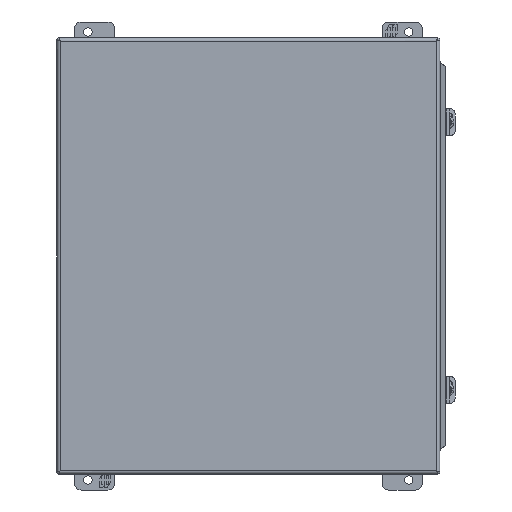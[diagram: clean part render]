
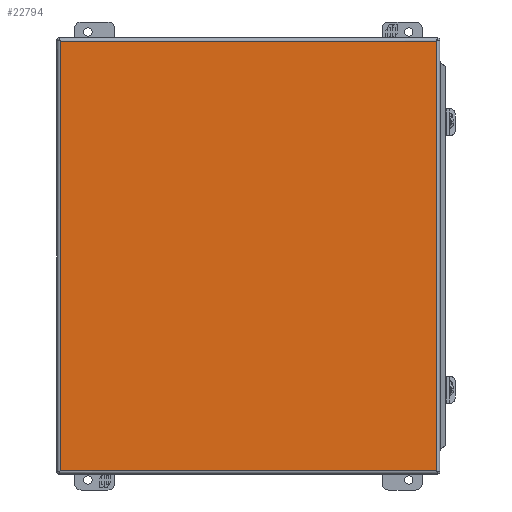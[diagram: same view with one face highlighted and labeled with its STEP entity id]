
A CAD part, front view. The second image highlights one B-rep face of the part: STEP entity #22794.
In plain terms, the highlighted planar face has unit normal (0, -1, 0).
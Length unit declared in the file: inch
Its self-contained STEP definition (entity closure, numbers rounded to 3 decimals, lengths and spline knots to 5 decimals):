
#2039 = EDGE_CURVE ( 'NONE', #9103, #11145, #5026, .T. ) ;
#3108 = LINE ( 'NONE', #20623, #13553 ) ;
#4547 = ORIENTED_EDGE ( 'NONE', *, *, #26063, .T. ) ;
#4575 = VERTEX_POINT ( 'NONE', #9692 ) ;
#4740 = VECTOR ( 'NONE', #18016, 39.37008 ) ;
#5026 = LINE ( 'NONE', #13577, #37155 ) ;
#5253 = ORIENTED_EDGE ( 'NONE', *, *, #13209, .T. ) ;
#5290 = DIRECTION ( 'NONE',  ( 0., -1., 0. ) ) ;
#6284 = DIRECTION ( 'NONE',  ( 0., 0., -1. ) ) ;
#6559 = ORIENTED_EDGE ( 'NONE', *, *, #14135, .T. ) ;
#9103 = VERTEX_POINT ( 'NONE', #14105 ) ;
#9692 = CARTESIAN_POINT ( 'NONE',  ( -7.0378, -6.19685, 8.0378 ) ) ;
#11145 = VERTEX_POINT ( 'NONE', #22803 ) ;
#12785 = AXIS2_PLACEMENT_3D ( 'NONE', #23301, #5290, #6284 ) ;
#13209 = EDGE_CURVE ( 'NONE', #25381, #9103, #25483, .T. ) ;
#13553 = VECTOR ( 'NONE', #23510, 39.37008 ) ;
#13577 = CARTESIAN_POINT ( 'NONE',  ( 7.0378, -6.19685, 8.15591 ) ) ;
#14105 = CARTESIAN_POINT ( 'NONE',  ( 7.0378, -6.19685, -8.0378 ) ) ;
#14135 = EDGE_CURVE ( 'NONE', #4575, #25381, #38072, .T. ) ;
#14858 = CARTESIAN_POINT ( 'NONE',  ( -7.0378, -6.19685, -8.0378 ) ) ;
#18016 = DIRECTION ( 'NONE',  ( 1., 0., 0. ) ) ;
#18836 = DIRECTION ( 'NONE',  ( 0., 0., -1. ) ) ;
#19642 = VECTOR ( 'NONE', #18836, 39.37008 ) ;
#20623 = CARTESIAN_POINT ( 'NONE',  ( -7.15591, -6.19685, 8.0378 ) ) ;
#21476 = FACE_OUTER_BOUND ( 'NONE', #34032, .T. ) ;
#22794 = ADVANCED_FACE ( 'NONE', ( #21476 ), #23158, .T. ) ;
#22803 = CARTESIAN_POINT ( 'NONE',  ( 7.0378, -6.19685, 8.0378 ) ) ;
#23158 = PLANE ( 'NONE',  #12785 ) ;
#23301 = CARTESIAN_POINT ( 'NONE',  ( 0., -6.19685, 0. ) ) ;
#23510 = DIRECTION ( 'NONE',  ( -1., 0., 0. ) ) ;
#25381 = VERTEX_POINT ( 'NONE', #14858 ) ;
#25483 = LINE ( 'NONE', #38862, #4740 ) ;
#26063 = EDGE_CURVE ( 'NONE', #11145, #4575, #3108, .T. ) ;
#28406 = ORIENTED_EDGE ( 'NONE', *, *, #2039, .T. ) ;
#28853 = DIRECTION ( 'NONE',  ( 0., 0., 1. ) ) ;
#30752 = CARTESIAN_POINT ( 'NONE',  ( -7.0378, -6.19685, -8.15591 ) ) ;
#34032 = EDGE_LOOP ( 'NONE', ( #6559, #5253, #28406, #4547 ) ) ;
#37155 = VECTOR ( 'NONE', #28853, 39.37008 ) ;
#38072 = LINE ( 'NONE', #30752, #19642 ) ;
#38862 = CARTESIAN_POINT ( 'NONE',  ( 7.15591, -6.19685, -8.0378 ) ) ;
